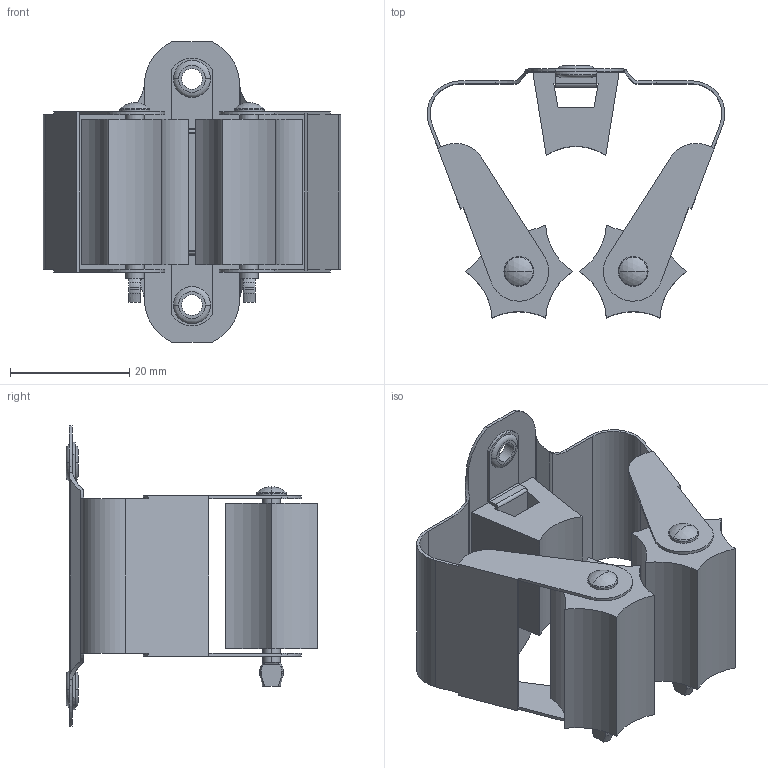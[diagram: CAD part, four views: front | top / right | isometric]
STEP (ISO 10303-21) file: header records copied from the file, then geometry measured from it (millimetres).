
FILE_DESCRIPTION(('STEP AP214'),'1');
FILE_NAME('cctmp_4390AFCD-041A-4CF9-BD3D-CAAF0462F07B_2024_07_24_08_34_29_0389_44272..stp','2024-07-24T06:34:29',('Häfele SE & Co KG'),('CADClick - www.CADClick.com'),'Spatial InterOp 3D',' ','unknown authorization');
FILE_SCHEMA(('AUTOMOTIVE_DESIGN'));
Length unit declared in the file: millimetre
Products named in the file (3): 2024_07_24_08_34_29_0295; 2024_07_24_08_34_29_0389; 2024_07_24_08_34_29_0373
Assembly tree (2 placements, depth 2):
  2024_07_24_08_34_29_0295
    2024_07_24_08_34_29_0389
    2024_07_24_08_34_29_0373
Bounding box: 49.99 x 42.29 x 50.45 mm (x, y, z)
Volume: 13077.2 mm3; surface area: 13385.6 mm2
Topology: 4 solids, 4 shells, 290 faces, 761 edges, 492 vertices
Faces by surface type: plane 155, cylinder 95, cone 16, torus 12, sphere 8, revolution 4
Entity records: 12469 total; most frequent: CARTESIAN_POINT 2708, DIRECTION 1607, ORIENTED_EDGE 1522, EDGE_CURVE 761, AXIS2_PLACEMENT_3D 615, VERTEX_POINT 492, LINE 373, VECTOR 373
